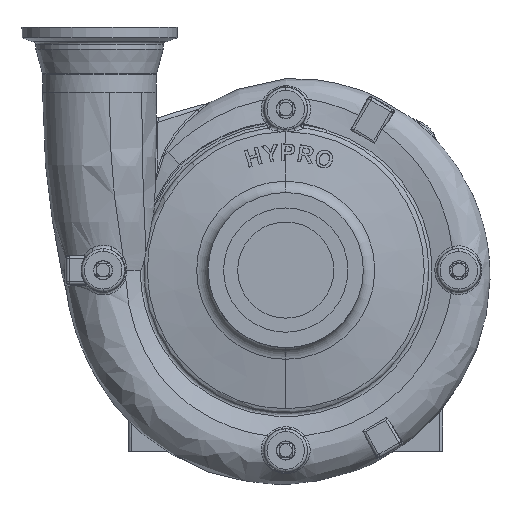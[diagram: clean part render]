
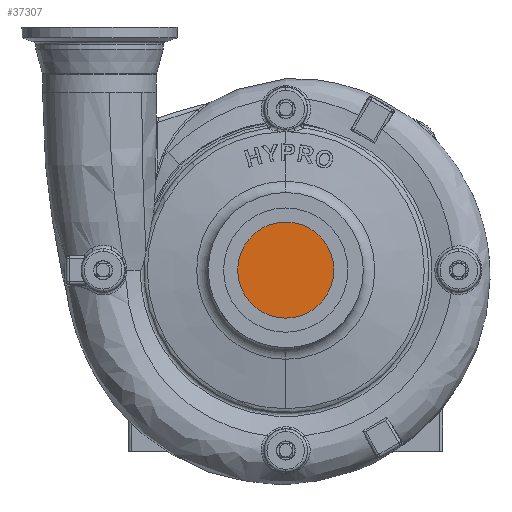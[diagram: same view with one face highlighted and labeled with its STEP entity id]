
A CAD part, top view. The second image highlights one B-rep face of the part: STEP entity #37307.
In plain terms, the highlighted planar face has unit normal (0, 0, 1).
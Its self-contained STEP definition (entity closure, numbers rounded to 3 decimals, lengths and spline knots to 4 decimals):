
#3932 = DIRECTION ( 'NONE',  ( 1., 0., 0. ) ) ;
#15512 = AXIS2_PLACEMENT_3D ( 'NONE', #29111, #82677, #36836 ) ;
#16348 = CARTESIAN_POINT ( 'NONE',  ( 0., 0., 4.026 ) ) ;
#20718 = FACE_OUTER_BOUND ( 'NONE', #23976, .T. ) ;
#23550 = CIRCLE ( 'NONE', #26428, 1.0131 ) ;
#23976 = EDGE_LOOP ( 'NONE', ( #40968, #59809 ) ) ;
#24048 = DIRECTION ( 'NONE',  ( 1., 0., 0. ) ) ;
#26094 = CIRCLE ( 'NONE', #32266, 1.0131 ) ;
#26428 = AXIS2_PLACEMENT_3D ( 'NONE', #16348, #69869, #24048 ) ;
#29111 = CARTESIAN_POINT ( 'NONE',  ( 0., 0., 4.026 ) ) ;
#32266 = AXIS2_PLACEMENT_3D ( 'NONE', #95632, #49767, #3932 ) ;
#33980 = CARTESIAN_POINT ( 'NONE',  ( 1.0131, 0., 4.026 ) ) ;
#36836 = DIRECTION ( 'NONE',  ( 1., 0., 0. ) ) ;
#37307 = ADVANCED_FACE ( 'NONE', ( #20718 ), #74981, .T. ) ;
#40968 = ORIENTED_EDGE ( 'NONE', *, *, #82887, .T. ) ;
#49767 = DIRECTION ( 'NONE',  ( 0., 0., 1. ) ) ;
#51258 = EDGE_CURVE ( 'NONE', #91667, #59450, #26094, .T. ) ;
#59450 = VERTEX_POINT ( 'NONE', #33980 ) ;
#59809 = ORIENTED_EDGE ( 'NONE', *, *, #51258, .T. ) ;
#69869 = DIRECTION ( 'NONE',  ( 0., 0., 1. ) ) ;
#74981 = PLANE ( 'NONE',  #15512 ) ;
#82677 = DIRECTION ( 'NONE',  ( 0., 0., 1. ) ) ;
#82887 = EDGE_CURVE ( 'NONE', #59450, #91667, #23550, .T. ) ;
#84715 = CARTESIAN_POINT ( 'NONE',  ( -1.0131, 0., 4.026 ) ) ;
#91667 = VERTEX_POINT ( 'NONE', #84715 ) ;
#95632 = CARTESIAN_POINT ( 'NONE',  ( 0., 0., 4.026 ) ) ;
